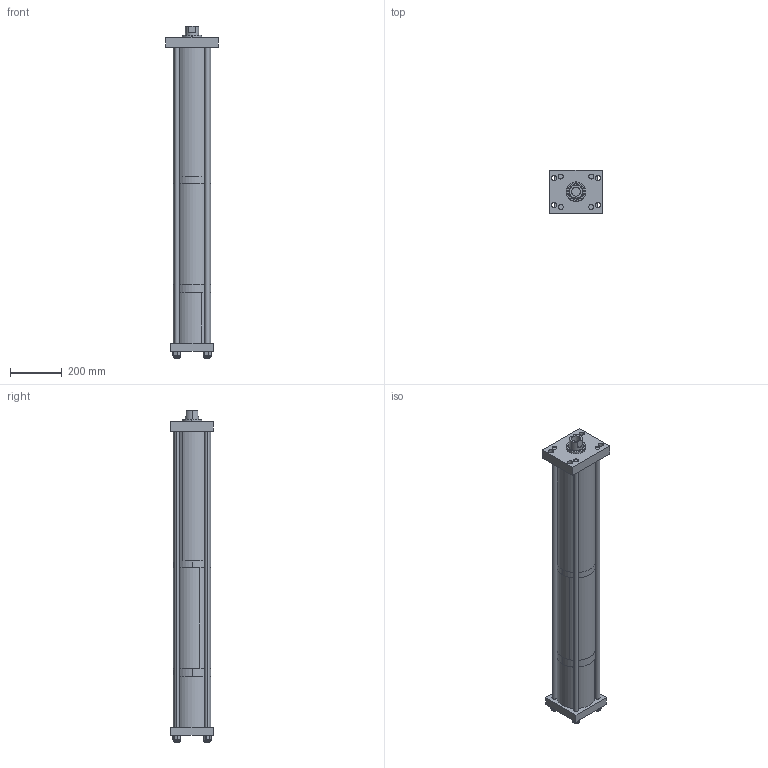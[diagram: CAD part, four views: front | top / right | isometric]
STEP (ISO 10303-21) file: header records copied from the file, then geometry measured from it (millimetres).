
FILE_DESCRIPTION (( 'STEP AP203' ), '1' );
FILE_NAME ('HPI-15-8.00-.25-FH-2020.STEP', '2020-04-21T13:37:08', ( '' ), ( '' ), 'SwSTEP 2.0', 'SolidWorks 2018', '' );
FILE_SCHEMA (( 'CONFIG_CONTROL_DESIGN' ));
Length unit declared in the file: inch
Products named in the file (12): EI1514_.25; NLN .75; F1003; E1001_2.0; G1510; E1064; E1513; EI1505_8.0-.50; HPI-15-8.00-.25-FH-2020; E1518_8.00-.25(48.592"); E1004; E1511_8.0
Assembly tree (17 placements, depth 2):
  HPI-15-8.00-.25-FH-2020
    E1004
    F1003
    E1001_2.0
    G1510
    E1513
    E1064
    NLN .75  x4
    EI1514_.25
    EI1505_8.0-.50
    E1511_8.0
    E1518_8.00-.25(48.592")  x4
Bounding box: 203.2 x 165.1 x 1281.86 mm (x, y, z)
Volume: 9273848.5 mm3; surface area: 1672667.8 mm2
Topology: 17 solids, 17 shells, 509 faces, 1187 edges, 644 vertices
Faces by surface type: cylinder 247, plane 134, sphere 49, bspline 48, cone 31
Entity records: 10376 total; most frequent: CARTESIAN_POINT 2303, DIRECTION 1529, ORIENTED_EDGE 1258, AXIS2_PLACEMENT_3D 639, EDGE_CURVE 629, VERTEX_POINT 392, EDGE_LOOP 359, CIRCLE 344
